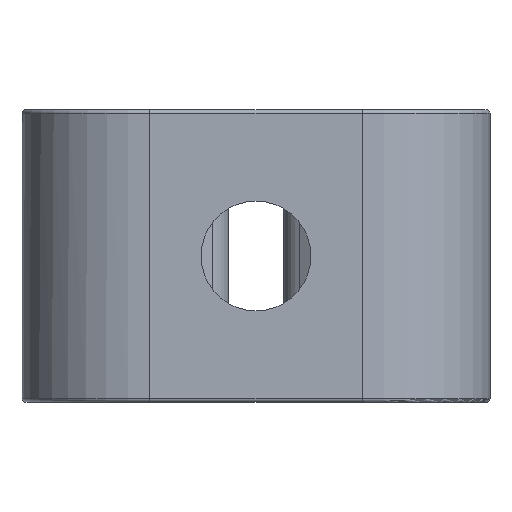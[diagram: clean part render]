
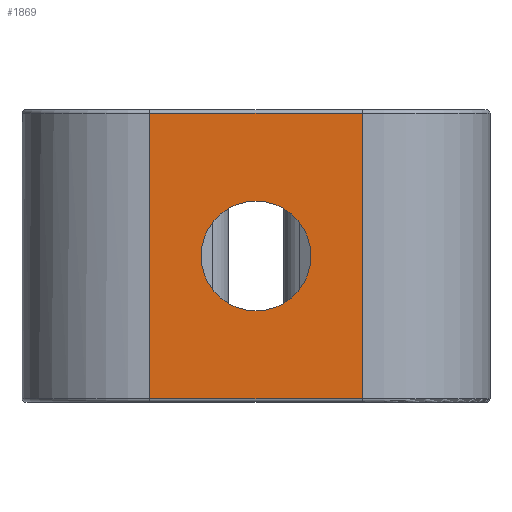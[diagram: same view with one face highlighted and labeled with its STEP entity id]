
A CAD part, front view. The second image highlights one B-rep face of the part: STEP entity #1869.
In plain terms, the highlighted planar face has unit normal (0, -1, 0).
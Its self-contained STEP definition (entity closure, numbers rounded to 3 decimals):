
#48 = EDGE_CURVE ( 'NONE', #3642, #1734, #566, .T. ) ;
#142 = DIRECTION ( 'NONE',  ( 0., 0., -1. ) ) ;
#249 = ORIENTED_EDGE ( 'NONE', *, *, #3670, .T. ) ;
#275 = ORIENTED_EDGE ( 'NONE', *, *, #1963, .T. ) ;
#301 = CARTESIAN_POINT ( 'NONE',  ( -2.905, -0.5, -4. ) ) ;
#316 = DIRECTION ( 'NONE',  ( 0., 0., 1. ) ) ;
#353 = ORIENTED_EDGE ( 'NONE', *, *, #734, .T. ) ;
#369 = LINE ( 'NONE', #2662, #1903 ) ;
#566 = CIRCLE ( 'NONE', #3629, 1.5 ) ;
#681 = EDGE_LOOP ( 'NONE', ( #1830, #249, #353, #275 ) ) ;
#711 = DIRECTION ( 'NONE',  ( 0., 1., 0. ) ) ;
#734 = EDGE_CURVE ( 'NONE', #2715, #2118, #2541, .T. ) ;
#831 = DIRECTION ( 'NONE',  ( 0., 0., 1. ) ) ;
#988 = CARTESIAN_POINT ( 'NONE',  ( 0., -0.5, 0. ) ) ;
#1049 = CARTESIAN_POINT ( 'NONE',  ( 0., -0.5, 0. ) ) ;
#1066 = CARTESIAN_POINT ( 'NONE',  ( 0., -0.5, -1.5 ) ) ;
#1174 = DIRECTION ( 'NONE',  ( 0., 0., -1. ) ) ;
#1177 = ORIENTED_EDGE ( 'NONE', *, *, #48, .T. ) ;
#1211 = FACE_OUTER_BOUND ( 'NONE', #681, .T. ) ;
#1439 = LINE ( 'NONE', #301, #3297 ) ;
#1463 = CIRCLE ( 'NONE', #3466, 1.5 ) ;
#1546 = LINE ( 'NONE', #3611, #3218 ) ;
#1562 = CARTESIAN_POINT ( 'NONE',  ( 0., -0.5, 1.5 ) ) ;
#1593 = DIRECTION ( 'NONE',  ( 0., 1., 0. ) ) ;
#1654 = EDGE_CURVE ( 'NONE', #1734, #3642, #1463, .T. ) ;
#1734 = VERTEX_POINT ( 'NONE', #1066 ) ;
#1830 = ORIENTED_EDGE ( 'NONE', *, *, #2866, .F. ) ;
#1869 = ADVANCED_FACE ( 'NONE', ( #1211, #2645 ), #2990, .T. ) ;
#1903 = VECTOR ( 'NONE', #2045, 1000. ) ;
#1963 = EDGE_CURVE ( 'NONE', #2118, #2093, #369, .T. ) ;
#2031 = DIRECTION ( 'NONE',  ( 0., -1., 0. ) ) ;
#2045 = DIRECTION ( 'NONE',  ( -1., 0., 0. ) ) ;
#2093 = VERTEX_POINT ( 'NONE', #3024 ) ;
#2118 = VERTEX_POINT ( 'NONE', #3199 ) ;
#2143 = EDGE_LOOP ( 'NONE', ( #3113, #1177 ) ) ;
#2171 = DIRECTION ( 'NONE',  ( 0., 0., -1. ) ) ;
#2215 = CARTESIAN_POINT ( 'NONE',  ( -2.905, -0.5, -3.9 ) ) ;
#2254 = VECTOR ( 'NONE', #831, 1000. ) ;
#2541 = LINE ( 'NONE', #2830, #2254 ) ;
#2645 = FACE_BOUND ( 'NONE', #2143, .T. ) ;
#2662 = CARTESIAN_POINT ( 'NONE',  ( 2.905, -0.5, 3.9 ) ) ;
#2715 = VERTEX_POINT ( 'NONE', #2725 ) ;
#2725 = CARTESIAN_POINT ( 'NONE',  ( 2.905, -0.5, -3.9 ) ) ;
#2830 = CARTESIAN_POINT ( 'NONE',  ( 2.905, -0.5, -4. ) ) ;
#2840 = VERTEX_POINT ( 'NONE', #2215 ) ;
#2866 = EDGE_CURVE ( 'NONE', #2840, #2093, #1439, .T. ) ;
#2990 = PLANE ( 'NONE',  #3288 ) ;
#3024 = CARTESIAN_POINT ( 'NONE',  ( -2.905, -0.5, 3.9 ) ) ;
#3113 = ORIENTED_EDGE ( 'NONE', *, *, #1654, .T. ) ;
#3199 = CARTESIAN_POINT ( 'NONE',  ( 2.905, -0.5, 3.9 ) ) ;
#3218 = VECTOR ( 'NONE', #3351, 1000. ) ;
#3223 = CARTESIAN_POINT ( 'NONE',  ( 2.905, -0.5, -4. ) ) ;
#3288 = AXIS2_PLACEMENT_3D ( 'NONE', #3223, #2031, #1174 ) ;
#3297 = VECTOR ( 'NONE', #316, 1000. ) ;
#3351 = DIRECTION ( 'NONE',  ( 1., 0., 0. ) ) ;
#3466 = AXIS2_PLACEMENT_3D ( 'NONE', #988, #711, #142 ) ;
#3611 = CARTESIAN_POINT ( 'NONE',  ( 2.905, -0.5, -3.9 ) ) ;
#3629 = AXIS2_PLACEMENT_3D ( 'NONE', #1049, #1593, #2171 ) ;
#3642 = VERTEX_POINT ( 'NONE', #1562 ) ;
#3670 = EDGE_CURVE ( 'NONE', #2840, #2715, #1546, .T. ) ;
